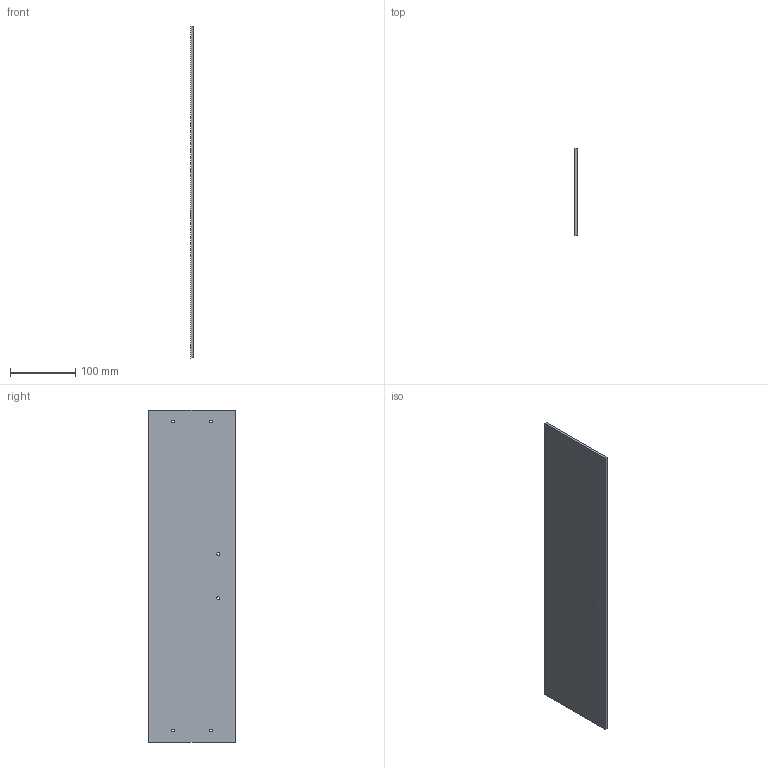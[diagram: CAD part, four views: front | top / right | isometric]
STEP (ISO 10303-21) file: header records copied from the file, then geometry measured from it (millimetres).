
FILE_DESCRIPTION(/* description */ (''),/* implementation_level */ '2;1');
FILE_NAME(/* name */ 'PCB_sidepanel_left_20.stp',/* time_stamp */ '2018-03-13T17:01:06-07:00',/* author */ ('Zara'),/* organization */ (''),/* preprocessor_version */ 'ST-DEVELOPER v16.5',/* originating_system */ 'Autodesk Inventor 2017',/* authorisation */ '');
FILE_SCHEMA (('AUTOMOTIVE_DESIGN { 1 0 10303 214 3 1 1 }'));
Length unit declared in the file: inch
Products named in the file (1): nmt_sidepanel_20in
Bounding box: 3.17 x 132.59 x 508 mm (x, y, z)
Volume: 213321.2 mm3; surface area: 138812.1 mm2
Topology: 1 solids, 1 shells, 16 faces, 44 edges, 30 vertices
Faces by surface type: cylinder 6, plane 6, cone 4
Full cylindrical faces by diameter (mm): 4.293 x4, 4.496 x2
Entity records: 472 total; most frequent: DIRECTION 78, CARTESIAN_POINT 69, ORIENTED_EDGE 56, EDGE_LOOP 38, AXIS2_PLACEMENT_3D 33, EDGE_CURVE 28, VERTEX_POINT 24, FACE_BOUND 22
